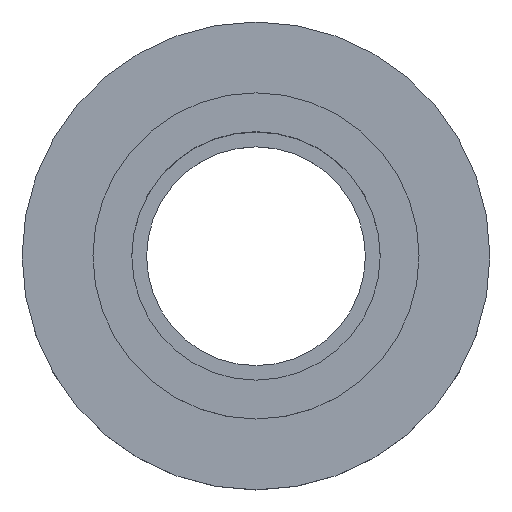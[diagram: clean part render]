
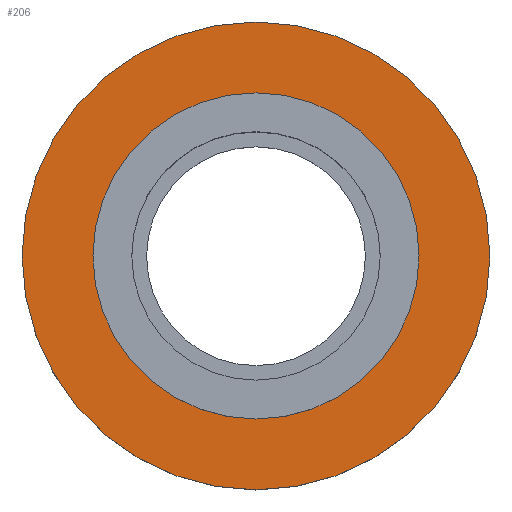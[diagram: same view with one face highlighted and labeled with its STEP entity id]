
A CAD part, top view. The second image highlights one B-rep face of the part: STEP entity #206.
In plain terms, the highlighted planar face has unit normal (0, 0, 1).
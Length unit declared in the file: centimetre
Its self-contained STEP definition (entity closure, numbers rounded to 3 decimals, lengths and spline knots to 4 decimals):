
#107=PLANE('',#224);
#116=VERTEX_POINT('',#286);
#117=VERTEX_POINT('',#289);
#126=CIRCLE('',#223,21.5);
#127=CIRCLE('',#225,14.9875);
#136=EDGE_CURVE('',#116,#116,#126,.T.);
#137=EDGE_CURVE('',#117,#117,#127,.T.);
#153=ORIENTED_EDGE('',*,*,#137,.F.);
#154=ORIENTED_EDGE('',*,*,#136,.T.);
#173=EDGE_LOOP('',(#153));
#174=EDGE_LOOP('',(#154));
#193=FACE_BOUND('',#173,.T.);
#194=FACE_BOUND('',#174,.T.);
#206=ADVANCED_FACE('',(#193,#194),#107,.T.);
#223=AXIS2_PLACEMENT_3D('',#285,#254,#255);
#224=AXIS2_PLACEMENT_3D('',#287,#256,$);
#225=AXIS2_PLACEMENT_3D('',#288,#257,#258);
#254=DIRECTION('',(0.,0.,1.));
#255=DIRECTION('',(0.,21.5,0.));
#256=DIRECTION('',(0.,0.,1.));
#257=DIRECTION('',(0.,0.,1.));
#258=DIRECTION('',(0.,14.988,0.));
#285=CARTESIAN_POINT('',(0.,0.,-1.));
#286=CARTESIAN_POINT('',(0.,21.5,-1.));
#287=CARTESIAN_POINT('',(0.,18.2438,-1.));
#288=CARTESIAN_POINT('',(0.,0.,-1.));
#289=CARTESIAN_POINT('',(0.,14.9875,-1.));
